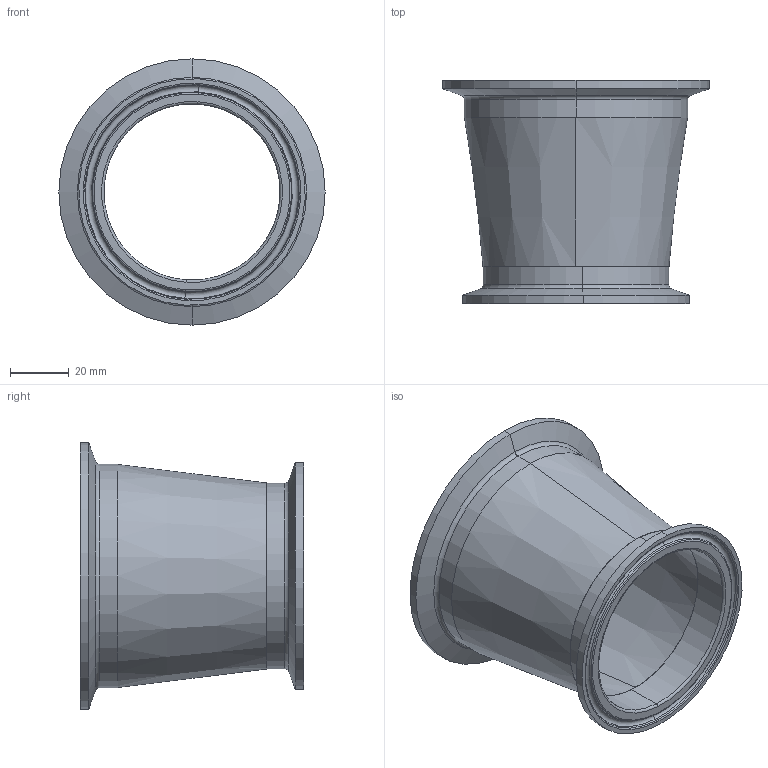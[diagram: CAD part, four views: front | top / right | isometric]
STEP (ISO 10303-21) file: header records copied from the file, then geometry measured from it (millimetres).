
FILE_DESCRIPTION (( 'STEP AP214' ), '1' );
FILE_NAME ('DT21C 76.2x63.5 B.STEP', '2014-03-18T02:55:27', ( '' ), ( '' ), 'SwSTEP 2.0', 'SolidWorks 2013', '' );
FILE_SCHEMA (( 'AUTOMOTIVE_DESIGN' ));
Length unit declared in the file: inch
Products named in the file (4): 21C 76.2; 21C 63.5; DT21C 76.2x63.5; DT21C 76.2x63.5 B
Assembly tree (3 placements, depth 2):
  DT21C 76.2x63.5 B
    DT21C 76.2x63.5
    21C 76.2
    21C 63.5
Bounding box: 90.91 x 76.2 x 90.91 mm (x, y, z)
Volume: 39595.3 mm3; surface area: 41718.2 mm2
Topology: 3 solids, 3 shells, 56 faces, 112 edges, 64 vertices
Faces by surface type: torus 20, cone 16, cylinder 12, plane 8
Entity records: 1650 total; most frequent: DIRECTION 320, CARTESIAN_POINT 238, ORIENTED_EDGE 224, AXIS2_PLACEMENT_3D 146, EDGE_CURVE 112, CIRCLE 84, EDGE_LOOP 64, VERTEX_POINT 64
